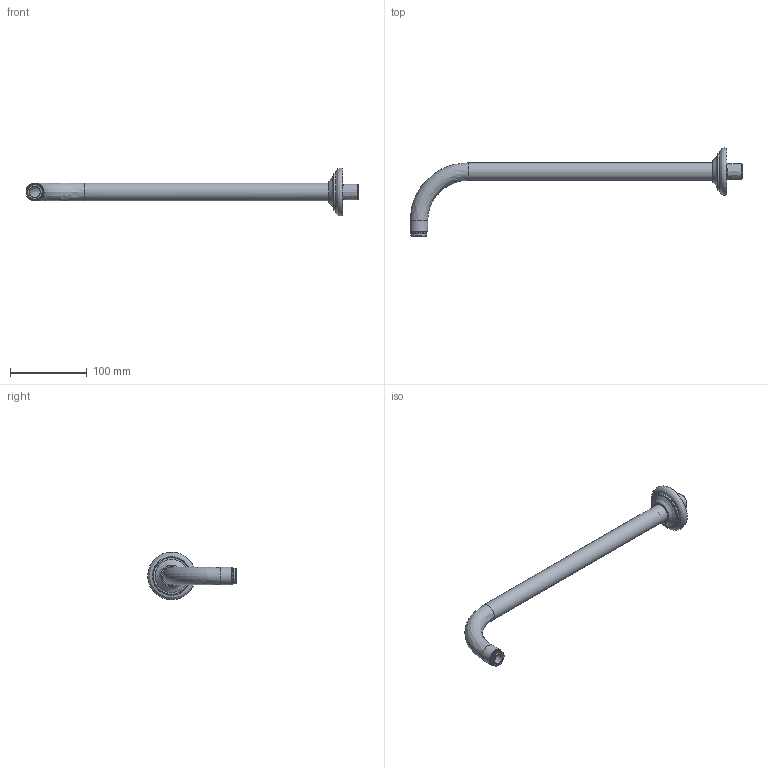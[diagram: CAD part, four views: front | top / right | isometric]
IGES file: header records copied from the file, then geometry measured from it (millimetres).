
Global section: file name: V2K620-B; native system: Autodesk Inventor 2024; preprocessor: unknown; author: kwhieldon; date: 20240722.100635; units: millimetre
Bounding box: 431.5 x 115 x 61.99 mm (x, y, z)
Volume: 97878.8 mm3; surface area: 76771.6 mm2
Topology: 6 solids, 6 shells, 67 faces, 160 edges, 113 vertices
Faces by surface type: bspline 67
